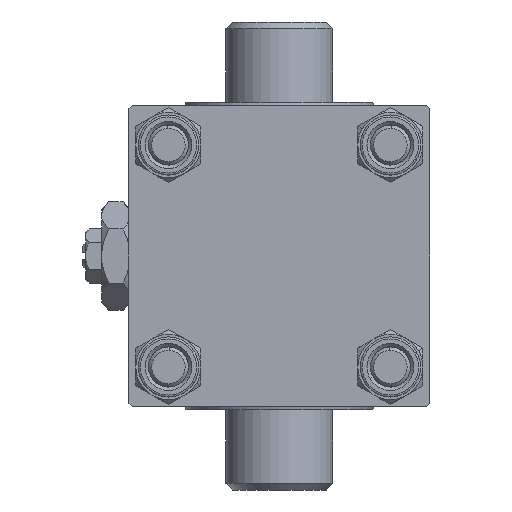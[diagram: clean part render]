
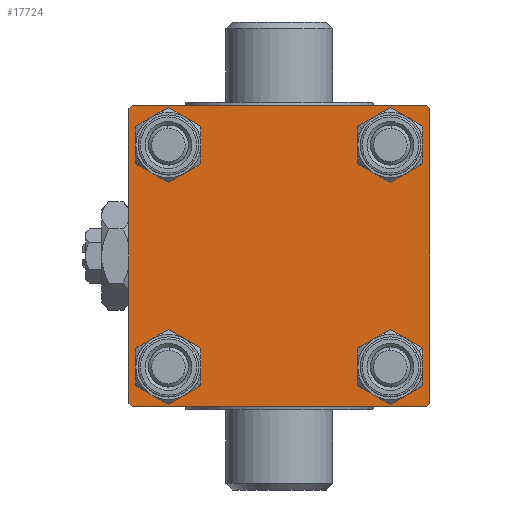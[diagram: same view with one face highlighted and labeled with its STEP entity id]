
A CAD part, left-side view. The second image highlights one B-rep face of the part: STEP entity #17724.
In plain terms, the highlighted planar face has unit normal (-1, 0, 0).
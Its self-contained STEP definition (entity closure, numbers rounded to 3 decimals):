
#227 = EDGE_CURVE ( 'NONE', #28986, #40915, #45231, .T. ) ;
#858 = VERTEX_POINT ( 'NONE', #24197 ) ;
#1798 = DIRECTION ( 'NONE',  ( 0., 0., 1. ) ) ;
#1882 = CIRCLE ( 'NONE', #20110, 3.5 ) ;
#2523 = VERTEX_POINT ( 'NONE', #10202 ) ;
#3310 = LINE ( 'NONE', #33325, #46277 ) ;
#3408 = ORIENTED_EDGE ( 'NONE', *, *, #33265, .T. ) ;
#5260 = ORIENTED_EDGE ( 'NONE', *, *, #33154, .T. ) ;
#5293 = EDGE_CURVE ( 'NONE', #48584, #25230, #3310, .T. ) ;
#5438 = EDGE_CURVE ( 'NONE', #858, #17237, #46823, .T. ) ;
#5558 = DIRECTION ( 'NONE',  ( 1., 0., 0. ) ) ;
#5761 = DIRECTION ( 'NONE',  ( 1., 0., 0. ) ) ;
#6077 = CARTESIAN_POINT ( 'NONE',  ( 0., 16.6, -16.6 ) ) ;
#6936 = EDGE_LOOP ( 'NONE', ( #34296, #36893 ) ) ;
#6938 = FACE_BOUND ( 'NONE', #10979, .T. ) ;
#7471 = CARTESIAN_POINT ( 'NONE',  ( 0., 22.5, 22. ) ) ;
#7478 = VECTOR ( 'NONE', #38893, 1000. ) ;
#7568 = EDGE_CURVE ( 'NONE', #26355, #7641, #44748, .T. ) ;
#7641 = VERTEX_POINT ( 'NONE', #33867 ) ;
#7882 = AXIS2_PLACEMENT_3D ( 'NONE', #8982, #5761, #28568 ) ;
#8577 = EDGE_CURVE ( 'NONE', #36536, #35179, #46387, .T. ) ;
#8977 = ORIENTED_EDGE ( 'NONE', *, *, #28501, .F. ) ;
#8982 = CARTESIAN_POINT ( 'NONE',  ( 0., -16.6, 16.6 ) ) ;
#9003 = DIRECTION ( 'NONE',  ( 1., 0., 0. ) ) ;
#9007 = VERTEX_POINT ( 'NONE', #19873 ) ;
#9535 = AXIS2_PLACEMENT_3D ( 'NONE', #43911, #25783, #9683 ) ;
#9683 = DIRECTION ( 'NONE',  ( 0., 0., 1. ) ) ;
#9916 = VECTOR ( 'NONE', #48822, 1000. ) ;
#10156 = EDGE_CURVE ( 'NONE', #33751, #28907, #22685, .T. ) ;
#10202 = CARTESIAN_POINT ( 'NONE',  ( 0., -22.5, -22. ) ) ;
#10783 = LINE ( 'NONE', #30109, #22466 ) ;
#10972 = ORIENTED_EDGE ( 'NONE', *, *, #5293, .T. ) ;
#10979 = EDGE_LOOP ( 'NONE', ( #16078, #33478 ) ) ;
#11097 = EDGE_CURVE ( 'NONE', #22492, #2523, #34727, .T. ) ;
#11261 = CARTESIAN_POINT ( 'NONE',  ( 0., -22.25, 22.25 ) ) ;
#11470 = ORIENTED_EDGE ( 'NONE', *, *, #11097, .T. ) ;
#11628 = AXIS2_PLACEMENT_3D ( 'NONE', #46116, #12869, #12143 ) ;
#11717 = EDGE_LOOP ( 'NONE', ( #39634, #31652, #3408, #11470, #40744, #43190, #8977, #10972 ) ) ;
#11932 = CARTESIAN_POINT ( 'NONE',  ( 0., -16.6, -16.6 ) ) ;
#12143 = DIRECTION ( 'NONE',  ( 0., 0., 1. ) ) ;
#12644 = ORIENTED_EDGE ( 'NONE', *, *, #7568, .T. ) ;
#12869 = DIRECTION ( 'NONE',  ( 1., 0., 0. ) ) ;
#14471 = EDGE_LOOP ( 'NONE', ( #39219, #43739 ) ) ;
#15347 = VECTOR ( 'NONE', #38037, 1000. ) ;
#15429 = CARTESIAN_POINT ( 'NONE',  ( 0., 16.6, 20.1 ) ) ;
#15490 = AXIS2_PLACEMENT_3D ( 'NONE', #31097, #9003, #43239 ) ;
#16078 = ORIENTED_EDGE ( 'NONE', *, *, #48829, .T. ) ;
#16611 = DIRECTION ( 'NONE',  ( 0., -0.707, 0.707 ) ) ;
#17237 = VERTEX_POINT ( 'NONE', #39620 ) ;
#17275 = CARTESIAN_POINT ( 'NONE',  ( 0., 22., 22.5 ) ) ;
#17510 = DIRECTION ( 'NONE',  ( 0., 0., 1. ) ) ;
#17724 = ADVANCED_FACE ( 'NONE', ( #32995, #6938, #29255, #28526, #47624 ), #44379, .T. ) ;
#17834 = LINE ( 'NONE', #45082, #31991 ) ;
#18983 = VERTEX_POINT ( 'NONE', #27443 ) ;
#19873 = CARTESIAN_POINT ( 'NONE',  ( 0., -16.6, -20.1 ) ) ;
#20110 = AXIS2_PLACEMENT_3D ( 'NONE', #6077, #32618, #25176 ) ;
#20315 = CARTESIAN_POINT ( 'NONE',  ( 0., -22.25, -22.25 ) ) ;
#20635 = CARTESIAN_POINT ( 'NONE',  ( 0., 16.6, 16.6 ) ) ;
#20949 = CARTESIAN_POINT ( 'NONE',  ( 0., -16.6, 20.1 ) ) ;
#21533 = LINE ( 'NONE', #33218, #9916 ) ;
#22466 = VECTOR ( 'NONE', #26139, 1000. ) ;
#22492 = VERTEX_POINT ( 'NONE', #42647 ) ;
#22685 = CIRCLE ( 'NONE', #11628, 3.5 ) ;
#22909 = AXIS2_PLACEMENT_3D ( 'NONE', #20635, #47189, #1798 ) ;
#23761 = CARTESIAN_POINT ( 'NONE',  ( 0., 22.25, -22.25 ) ) ;
#23766 = CARTESIAN_POINT ( 'NONE',  ( 0., -22., 22.5 ) ) ;
#24197 = CARTESIAN_POINT ( 'NONE',  ( 0., 22.5, -22. ) ) ;
#24762 = EDGE_LOOP ( 'NONE', ( #12644, #5260 ) ) ;
#25119 = VECTOR ( 'NONE', #16611, 1000. ) ;
#25150 = CARTESIAN_POINT ( 'NONE',  ( 0., -16.6, -16.6 ) ) ;
#25176 = DIRECTION ( 'NONE',  ( 0., 0., 1. ) ) ;
#25230 = VERTEX_POINT ( 'NONE', #7471 ) ;
#25698 = CARTESIAN_POINT ( 'NONE',  ( 0., 16.6, 13.1 ) ) ;
#25783 = DIRECTION ( 'NONE',  ( -1., 0., 0. ) ) ;
#26139 = DIRECTION ( 'NONE',  ( 0., -1., 0. ) ) ;
#26355 = VERTEX_POINT ( 'NONE', #44369 ) ;
#26853 = CIRCLE ( 'NONE', #7882, 3.5 ) ;
#27443 = CARTESIAN_POINT ( 'NONE',  ( 0., -16.6, -13.1 ) ) ;
#28501 = EDGE_CURVE ( 'NONE', #48584, #40915, #17834, .T. ) ;
#28526 = FACE_BOUND ( 'NONE', #14471, .T. ) ;
#28568 = DIRECTION ( 'NONE',  ( 0., 0., 1. ) ) ;
#28907 = VERTEX_POINT ( 'NONE', #25698 ) ;
#28986 = VERTEX_POINT ( 'NONE', #41559 ) ;
#29255 = FACE_BOUND ( 'NONE', #24762, .T. ) ;
#29465 = DIRECTION ( 'NONE',  ( 0., -1., 0. ) ) ;
#29497 = EDGE_CURVE ( 'NONE', #9007, #18983, #32807, .T. ) ;
#29550 = CIRCLE ( 'NONE', #42236, 3.5 ) ;
#29635 = AXIS2_PLACEMENT_3D ( 'NONE', #11932, #46144, #40644 ) ;
#30038 = CIRCLE ( 'NONE', #22909, 3.5 ) ;
#30109 = CARTESIAN_POINT ( 'NONE',  ( 0., 22.5, -22.5 ) ) ;
#30527 = AXIS2_PLACEMENT_3D ( 'NONE', #39827, #42813, #17510 ) ;
#31097 = CARTESIAN_POINT ( 'NONE',  ( 0., -16.6, 16.6 ) ) ;
#31652 = ORIENTED_EDGE ( 'NONE', *, *, #5438, .T. ) ;
#31991 = VECTOR ( 'NONE', #29465, 1000. ) ;
#32013 = CARTESIAN_POINT ( 'NONE',  ( 0., 22.5, 22.5 ) ) ;
#32376 = EDGE_CURVE ( 'NONE', #25230, #858, #34321, .T. ) ;
#32618 = DIRECTION ( 'NONE',  ( 1., 0., 0. ) ) ;
#32727 = CARTESIAN_POINT ( 'NONE',  ( 0., -16.6, 13.1 ) ) ;
#32807 = CIRCLE ( 'NONE', #29635, 3.5 ) ;
#32995 = FACE_BOUND ( 'NONE', #6936, .T. ) ;
#33154 = EDGE_CURVE ( 'NONE', #7641, #26355, #1882, .T. ) ;
#33218 = CARTESIAN_POINT ( 'NONE',  ( 0., -22.5, 22.5 ) ) ;
#33265 = EDGE_CURVE ( 'NONE', #17237, #22492, #10783, .T. ) ;
#33325 = CARTESIAN_POINT ( 'NONE',  ( 0., 22.25, 22.25 ) ) ;
#33478 = ORIENTED_EDGE ( 'NONE', *, *, #29497, .T. ) ;
#33751 = VERTEX_POINT ( 'NONE', #15429 ) ;
#33867 = CARTESIAN_POINT ( 'NONE',  ( 0., 16.6, -20.1 ) ) ;
#34296 = ORIENTED_EDGE ( 'NONE', *, *, #8577, .T. ) ;
#34321 = LINE ( 'NONE', #32013, #15347 ) ;
#34727 = LINE ( 'NONE', #20315, #25119 ) ;
#35179 = VERTEX_POINT ( 'NONE', #32727 ) ;
#36078 = EDGE_CURVE ( 'NONE', #28986, #2523, #21533, .T. ) ;
#36536 = VERTEX_POINT ( 'NONE', #20949 ) ;
#36893 = ORIENTED_EDGE ( 'NONE', *, *, #43073, .T. ) ;
#38037 = DIRECTION ( 'NONE',  ( 0., 0., -1. ) ) ;
#38893 = DIRECTION ( 'NONE',  ( 0., -0.707, -0.707 ) ) ;
#39219 = ORIENTED_EDGE ( 'NONE', *, *, #10156, .T. ) ;
#39620 = CARTESIAN_POINT ( 'NONE',  ( 0., 22., -22.5 ) ) ;
#39634 = ORIENTED_EDGE ( 'NONE', *, *, #32376, .T. ) ;
#39827 = CARTESIAN_POINT ( 'NONE',  ( 0., 16.6, -16.6 ) ) ;
#40644 = DIRECTION ( 'NONE',  ( 0., 0., 1. ) ) ;
#40744 = ORIENTED_EDGE ( 'NONE', *, *, #36078, .F. ) ;
#40915 = VERTEX_POINT ( 'NONE', #23766 ) ;
#41516 = DIRECTION ( 'NONE',  ( 0., 0.707, 0.707 ) ) ;
#41559 = CARTESIAN_POINT ( 'NONE',  ( 0., -22.5, 22. ) ) ;
#42236 = AXIS2_PLACEMENT_3D ( 'NONE', #25150, #5558, #47227 ) ;
#42647 = CARTESIAN_POINT ( 'NONE',  ( 0., -22., -22.5 ) ) ;
#42813 = DIRECTION ( 'NONE',  ( 1., 0., 0. ) ) ;
#43059 = EDGE_CURVE ( 'NONE', #28907, #33751, #30038, .T. ) ;
#43073 = EDGE_CURVE ( 'NONE', #35179, #36536, #26853, .T. ) ;
#43190 = ORIENTED_EDGE ( 'NONE', *, *, #227, .T. ) ;
#43239 = DIRECTION ( 'NONE',  ( 0., 0., 1. ) ) ;
#43739 = ORIENTED_EDGE ( 'NONE', *, *, #43059, .T. ) ;
#43911 = CARTESIAN_POINT ( 'NONE',  ( 0., 0., 0. ) ) ;
#44369 = CARTESIAN_POINT ( 'NONE',  ( 0., 16.6, -13.1 ) ) ;
#44379 = PLANE ( 'NONE',  #9535 ) ;
#44748 = CIRCLE ( 'NONE', #30527, 3.5 ) ;
#45082 = CARTESIAN_POINT ( 'NONE',  ( 0., 22.5, 22.5 ) ) ;
#45231 = LINE ( 'NONE', #11261, #48573 ) ;
#46116 = CARTESIAN_POINT ( 'NONE',  ( 0., 16.6, 16.6 ) ) ;
#46144 = DIRECTION ( 'NONE',  ( 1., 0., 0. ) ) ;
#46277 = VECTOR ( 'NONE', #48931, 1000. ) ;
#46387 = CIRCLE ( 'NONE', #15490, 3.5 ) ;
#46823 = LINE ( 'NONE', #23761, #7478 ) ;
#47189 = DIRECTION ( 'NONE',  ( 1., 0., 0. ) ) ;
#47227 = DIRECTION ( 'NONE',  ( 0., 0., 1. ) ) ;
#47624 = FACE_OUTER_BOUND ( 'NONE', #11717, .T. ) ;
#48573 = VECTOR ( 'NONE', #41516, 1000. ) ;
#48584 = VERTEX_POINT ( 'NONE', #17275 ) ;
#48822 = DIRECTION ( 'NONE',  ( 0., 0., -1. ) ) ;
#48829 = EDGE_CURVE ( 'NONE', #18983, #9007, #29550, .T. ) ;
#48931 = DIRECTION ( 'NONE',  ( 0., 0.707, -0.707 ) ) ;
